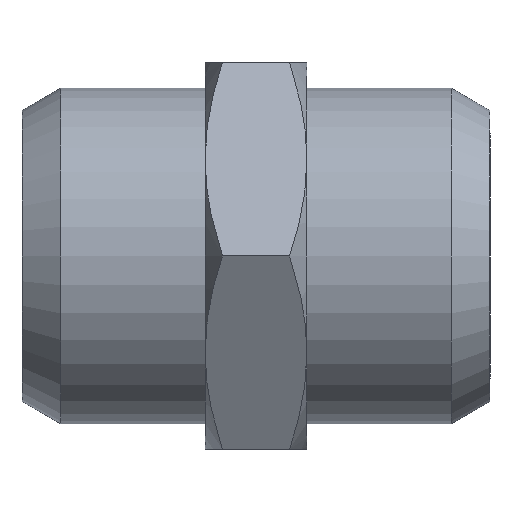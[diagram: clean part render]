
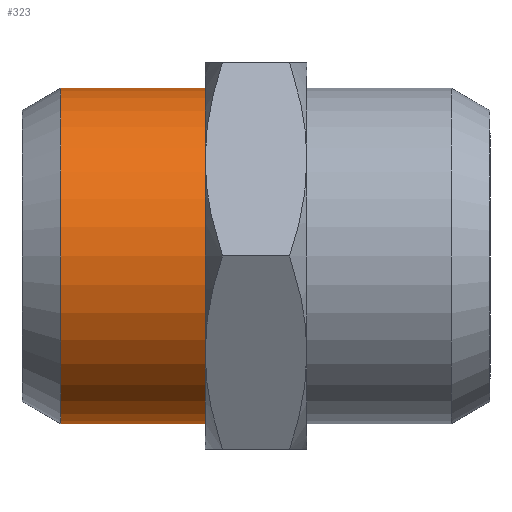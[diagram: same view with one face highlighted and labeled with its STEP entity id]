
A CAD part, left-side view. The second image highlights one B-rep face of the part: STEP entity #323.
In plain terms, the highlighted cylindrical face has radius 8.25 mm (diameter 16.5 mm), a partial arc.
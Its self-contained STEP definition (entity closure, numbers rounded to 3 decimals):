
#33 = AXIS2_PLACEMENT_3D ( 'NONE', #1007, #170, #88 ) ;
#38 = ORIENTED_EDGE ( 'NONE', *, *, #914, .T. ) ;
#45 = AXIS2_PLACEMENT_3D ( 'NONE', #168, #694, #764 ) ;
#70 = CIRCLE ( 'NONE', #147, 8.25 ) ;
#88 = DIRECTION ( 'NONE',  ( 0., 0., -1. ) ) ;
#102 = DIRECTION ( 'NONE',  ( 0., 0., -1. ) ) ;
#105 = EDGE_CURVE ( 'NONE', #1042, #663, #505, .T. ) ;
#134 = ORIENTED_EDGE ( 'NONE', *, *, #280, .F. ) ;
#147 = AXIS2_PLACEMENT_3D ( 'NONE', #594, #260, #102 ) ;
#168 = CARTESIAN_POINT ( 'NONE',  ( 0., 21.095, 0. ) ) ;
#170 = DIRECTION ( 'NONE',  ( 0., 1., 0. ) ) ;
#198 = ORIENTED_EDGE ( 'NONE', *, *, #403, .F. ) ;
#260 = DIRECTION ( 'NONE',  ( 0., 1., 0. ) ) ;
#280 = EDGE_CURVE ( 'NONE', #1042, #984, #70, .T. ) ;
#323 = ADVANCED_FACE ( 'NONE', ( #782 ), #1015, .T. ) ;
#372 = DIRECTION ( 'NONE',  ( 0., -1., 0. ) ) ;
#403 = EDGE_CURVE ( 'NONE', #984, #901, #897, .T. ) ;
#424 = CIRCLE ( 'NONE', #33, 8.25 ) ;
#450 = EDGE_LOOP ( 'NONE', ( #198, #134, #528, #38 ) ) ;
#475 = VECTOR ( 'NONE', #784, 1000. ) ;
#505 = LINE ( 'NONE', #980, #770 ) ;
#528 = ORIENTED_EDGE ( 'NONE', *, *, #105, .T. ) ;
#576 = CARTESIAN_POINT ( 'NONE',  ( 0., 14., 8.25 ) ) ;
#594 = CARTESIAN_POINT ( 'NONE',  ( 0., 21.095, 0. ) ) ;
#663 = VERTEX_POINT ( 'NONE', #1054 ) ;
#688 = CARTESIAN_POINT ( 'NONE',  ( 0., 21.095, 8.25 ) ) ;
#694 = DIRECTION ( 'NONE',  ( 0., -1., 0. ) ) ;
#764 = DIRECTION ( 'NONE',  ( 0., 0., -1. ) ) ;
#770 = VECTOR ( 'NONE', #372, 1000. ) ;
#782 = FACE_OUTER_BOUND ( 'NONE', #450, .T. ) ;
#784 = DIRECTION ( 'NONE',  ( 0., -1., 0. ) ) ;
#855 = CARTESIAN_POINT ( 'NONE',  ( 0., 21.095, 8.25 ) ) ;
#897 = LINE ( 'NONE', #688, #475 ) ;
#901 = VERTEX_POINT ( 'NONE', #576 ) ;
#914 = EDGE_CURVE ( 'NONE', #663, #901, #424, .T. ) ;
#922 = CARTESIAN_POINT ( 'NONE',  ( 0., 21.095, -8.25 ) ) ;
#980 = CARTESIAN_POINT ( 'NONE',  ( 0., 21.095, -8.25 ) ) ;
#984 = VERTEX_POINT ( 'NONE', #855 ) ;
#1007 = CARTESIAN_POINT ( 'NONE',  ( 0., 14., 0. ) ) ;
#1015 = CYLINDRICAL_SURFACE ( 'NONE', #45, 8.25 ) ;
#1042 = VERTEX_POINT ( 'NONE', #922 ) ;
#1054 = CARTESIAN_POINT ( 'NONE',  ( 0., 14., -8.25 ) ) ;
